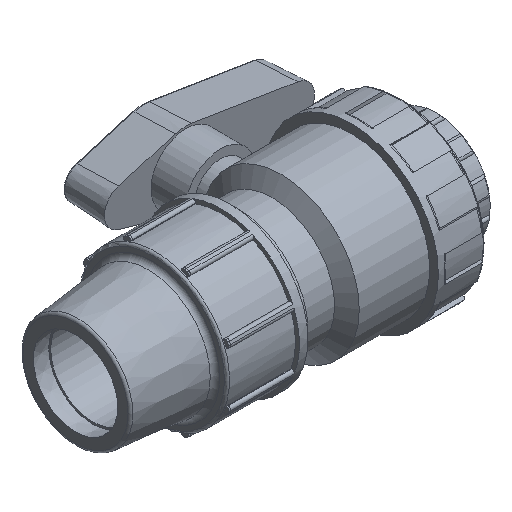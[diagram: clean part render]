
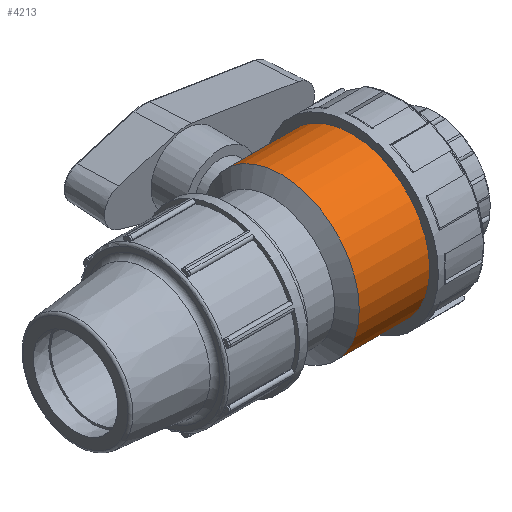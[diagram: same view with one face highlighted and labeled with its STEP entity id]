
A CAD part, isometric view. The second image highlights one B-rep face of the part: STEP entity #4213.
In plain terms, the highlighted cylindrical face has radius 29.7 mm (diameter 59.4 mm), a full revolution.
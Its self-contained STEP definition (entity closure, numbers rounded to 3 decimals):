
#56=FACE_BOUND('',#864,.T.);
#57=FACE_BOUND('',#865,.T.);
#291=B_SPLINE_CURVE_WITH_KNOTS('',3,(#7674,#7675,#7676,#7677,#7678,#7679,
#7680,#7681,#7682,#7683,#7684,#7685,#7686,#7687,#7688,#7689,#7690,#7691,
#7692,#7693,#7694,#7695,#7696,#7697,#7698,#7699,#7700,#7701,#7702,#7703,
#7704,#7705,#7706,#7707),.UNSPECIFIED.,.T.,.F.,(4,2,2,2,2,2,2,2,2,2,2,2,
2,2,2,2,4),(0.,0.376,0.752,1.128,1.504,
1.88,2.256,2.632,3.008,3.385,
3.761,4.137,4.513,4.889,5.265,
5.641,6.017),.UNSPECIFIED.);
#593=FACE_OUTER_BOUND('',#863,.T.);
#863=EDGE_LOOP('',(#3879));
#864=EDGE_LOOP('',(#3880));
#865=EDGE_LOOP('',(#3881));
#1598=CIRCLE('',#4703,29.7);
#1599=CIRCLE('',#4705,29.7);
#1859=VERTEX_POINT('',#7673);
#2011=VERTEX_POINT('',#8595);
#2012=VERTEX_POINT('',#8598);
#2414=EDGE_CURVE('',#1859,#1859,#291,.T.);
#2638=EDGE_CURVE('',#2011,#2011,#1598,.T.);
#2639=EDGE_CURVE('',#2012,#2012,#1599,.T.);
#3879=ORIENTED_EDGE('',*,*,#2639,.F.);
#3880=ORIENTED_EDGE('',*,*,#2414,.T.);
#3881=ORIENTED_EDGE('',*,*,#2638,.T.);
#3971=CYLINDRICAL_SURFACE('',#4704,29.7);
#4213=ADVANCED_FACE('',(#593,#56,#57),#3971,.T.);
#4703=AXIS2_PLACEMENT_3D('',#8596,#5908,#5909);
#4704=AXIS2_PLACEMENT_3D('',#8597,#5910,#5911);
#4705=AXIS2_PLACEMENT_3D('',#8599,#5912,#5913);
#5908=DIRECTION('center_axis',(-1.,0.,0.));
#5909=DIRECTION('ref_axis',(0.,0.,1.));
#5910=DIRECTION('center_axis',(-1.,0.,0.));
#5911=DIRECTION('ref_axis',(0.,1.,0.));
#5912=DIRECTION('center_axis',(-1.,0.,0.));
#5913=DIRECTION('ref_axis',(0.,0.,1.));
#7673=CARTESIAN_POINT('',(0.,28.001,9.9));
#7674=CARTESIAN_POINT('Ctrl Pts',(0.,28.001,
9.9));
#7675=CARTESIAN_POINT('Ctrl Pts',(-1.254,28.001,9.9));
#7676=CARTESIAN_POINT('Ctrl Pts',(-2.584,28.094,9.647));
#7677=CARTESIAN_POINT('Ctrl Pts',(-5.02,28.422,8.634));
#7678=CARTESIAN_POINT('Ctrl Pts',(-6.127,28.651,7.874));
#7679=CARTESIAN_POINT('Ctrl Pts',(-7.874,29.075,6.127));
#7680=CARTESIAN_POINT('Ctrl Pts',(-8.634,29.298,5.02));
#7681=CARTESIAN_POINT('Ctrl Pts',(-9.648,29.613,2.584));
#7682=CARTESIAN_POINT('Ctrl Pts',(-9.9,29.7,1.253));
#7683=CARTESIAN_POINT('Ctrl Pts',(-9.9,29.7,-1.253));
#7684=CARTESIAN_POINT('Ctrl Pts',(-9.648,29.613,-2.584));
#7685=CARTESIAN_POINT('Ctrl Pts',(-8.634,29.298,-5.02));
#7686=CARTESIAN_POINT('Ctrl Pts',(-7.874,29.075,-6.127));
#7687=CARTESIAN_POINT('Ctrl Pts',(-6.127,28.651,-7.874));
#7688=CARTESIAN_POINT('Ctrl Pts',(-5.02,28.422,-8.634));
#7689=CARTESIAN_POINT('Ctrl Pts',(-2.584,28.094,-9.647));
#7690=CARTESIAN_POINT('Ctrl Pts',(-1.254,28.001,-9.9));
#7691=CARTESIAN_POINT('Ctrl Pts',(1.254,28.001,-9.9));
#7692=CARTESIAN_POINT('Ctrl Pts',(2.584,28.094,-9.647));
#7693=CARTESIAN_POINT('Ctrl Pts',(5.02,28.422,-8.634));
#7694=CARTESIAN_POINT('Ctrl Pts',(6.127,28.651,-7.874));
#7695=CARTESIAN_POINT('Ctrl Pts',(7.874,29.075,-6.127));
#7696=CARTESIAN_POINT('Ctrl Pts',(8.634,29.298,-5.02));
#7697=CARTESIAN_POINT('Ctrl Pts',(9.648,29.613,-2.584));
#7698=CARTESIAN_POINT('Ctrl Pts',(9.9,29.7,-1.253));
#7699=CARTESIAN_POINT('Ctrl Pts',(9.9,29.7,1.253));
#7700=CARTESIAN_POINT('Ctrl Pts',(9.648,29.613,2.584));
#7701=CARTESIAN_POINT('Ctrl Pts',(8.634,29.298,5.02));
#7702=CARTESIAN_POINT('Ctrl Pts',(7.874,29.075,6.127));
#7703=CARTESIAN_POINT('Ctrl Pts',(6.127,28.651,7.874));
#7704=CARTESIAN_POINT('Ctrl Pts',(5.02,28.422,8.634));
#7705=CARTESIAN_POINT('Ctrl Pts',(2.584,28.094,9.647));
#7706=CARTESIAN_POINT('Ctrl Pts',(1.254,28.001,9.9));
#7707=CARTESIAN_POINT('Ctrl Pts',(0.,28.001,
9.9));
#8595=CARTESIAN_POINT('',(13.367,29.7,0.));
#8596=CARTESIAN_POINT('Origin',(13.367,0.,0.));
#8597=CARTESIAN_POINT('Origin',(0.,0.,0.));
#8598=CARTESIAN_POINT('',(-13.367,29.7,0.));
#8599=CARTESIAN_POINT('Origin',(-13.367,0.,0.));
